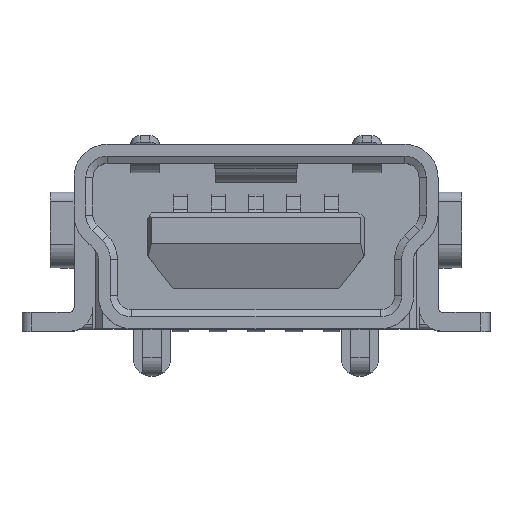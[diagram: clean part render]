
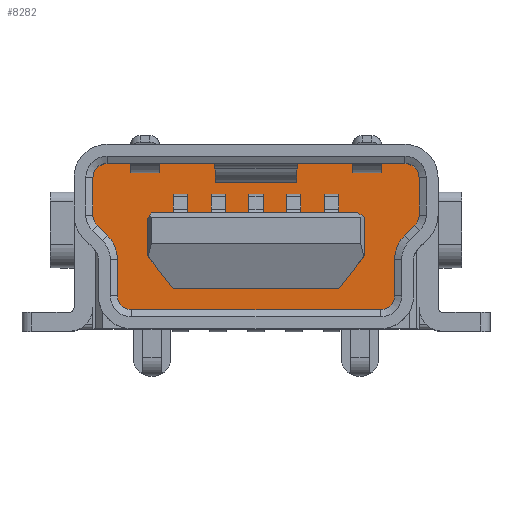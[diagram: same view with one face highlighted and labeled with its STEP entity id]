
A CAD part, top view. The second image highlights one B-rep face of the part: STEP entity #8282.
In plain terms, the highlighted planar face has unit normal (0, 0, 1).
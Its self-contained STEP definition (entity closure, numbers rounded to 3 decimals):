
#1528=CARTESIAN_POINT('',(-3.15,1.25,-5.5));
#1529=DIRECTION('',(0.,0.,1.));
#1530=DIRECTION('',(0.,1.,0.));
#1531=AXIS2_PLACEMENT_3D('',#1528,#1529,#1530);
#1533=DIRECTION('',(-1.,0.,0.));
#1534=VECTOR('',#1533,6.3);
#1535=CARTESIAN_POINT('',(3.15,1.55,-5.5));
#1536=LINE('',#1535,#1534);
#1537=CARTESIAN_POINT('',(3.15,1.25,-5.5));
#1538=DIRECTION('',(0.,0.,1.));
#1539=DIRECTION('',(1.,0.,0.));
#1540=AXIS2_PLACEMENT_3D('',#1537,#1538,#1539);
#1542=DIRECTION('',(0.,-1.,0.));
#1543=VECTOR('',#1542,1.46);
#1544=CARTESIAN_POINT('',(3.45,1.25,-5.5));
#1545=LINE('',#1544,#1543);
#1546=DIRECTION('',(-1.,0.,0.));
#1547=VECTOR('',#1546,0.267);
#1548=CARTESIAN_POINT('',(3.45,-0.21,-5.5));
#1549=LINE('',#1548,#1547);
#1550=DIRECTION('',(-0.707,-0.707,0.));
#1551=VECTOR('',#1550,0.283);
#1552=CARTESIAN_POINT('',(3.183,-0.21,-5.5));
#1553=LINE('',#1552,#1551);
#1554=DIRECTION('',(0.,-1.,0.));
#1555=VECTOR('',#1554,0.989);
#1556=CARTESIAN_POINT('',(2.983,-0.411,-5.5));
#1557=LINE('',#1556,#1555);
#1558=CARTESIAN_POINT('',(2.783,-1.4,-5.5));
#1559=DIRECTION('',(0.,0.,-1.));
#1560=DIRECTION('',(1.,0.,0.));
#1561=AXIS2_PLACEMENT_3D('',#1558,#1559,#1560);
#1563=DIRECTION('',(-1.,0.,0.));
#1564=VECTOR('',#1563,5.566);
#1565=CARTESIAN_POINT('',(2.783,-1.6,-5.5));
#1566=LINE('',#1565,#1564);
#1567=CARTESIAN_POINT('',(-2.783,-1.4,-5.5));
#1568=DIRECTION('',(0.,0.,1.));
#1569=DIRECTION('',(-1.,0.,0.));
#1570=AXIS2_PLACEMENT_3D('',#1567,#1568,#1569);
#1572=DIRECTION('',(0.,-1.,0.));
#1573=VECTOR('',#1572,0.989);
#1574=CARTESIAN_POINT('',(-2.983,-0.411,-5.5));
#1575=LINE('',#1574,#1573);
#1576=DIRECTION('',(0.707,-0.707,0.));
#1577=VECTOR('',#1576,0.283);
#1578=CARTESIAN_POINT('',(-3.183,-0.21,-5.5));
#1579=LINE('',#1578,#1577);
#1580=DIRECTION('',(1.,0.,0.));
#1581=VECTOR('',#1580,0.267);
#1582=CARTESIAN_POINT('',(-3.45,-0.21,-5.5));
#1583=LINE('',#1582,#1581);
#1584=DIRECTION('',(0.,-1.,0.));
#1585=VECTOR('',#1584,1.46);
#1586=CARTESIAN_POINT('',(-3.45,1.25,-5.5));
#1587=LINE('',#1586,#1585);
#1588=DIRECTION('',(-1.,0.,0.));
#1589=VECTOR('',#1588,3.511);
#1590=CARTESIAN_POINT('',(1.756,-1.1,-5.5));
#1591=LINE('',#1590,#1589);
#1592=DIRECTION('',(0.,1.,0.));
#1593=VECTOR('',#1592,0.813);
#1594=CARTESIAN_POINT('',(2.3,-0.4,-5.5));
#1595=LINE('',#1594,#1593);
#1596=DIRECTION('',(-1.,0.,0.));
#1597=VECTOR('',#1596,4.363);
#1598=CARTESIAN_POINT('',(2.15,0.5,-5.5));
#1599=LINE('',#1598,#1597);
#1600=DIRECTION('',(0.,1.,0.));
#1601=VECTOR('',#1600,0.75);
#1602=CARTESIAN_POINT('',(-2.3,-0.4,-5.5));
#1603=LINE('',#1602,#1601);
#4201=DIRECTION('',(-0.614,-0.789,0.));
#4202=VECTOR('',#4201,0.887);
#4203=CARTESIAN_POINT('',(2.3,-0.4,-5.5));
#4204=LINE('',#4203,#4202);
#4225=DIRECTION('',(-0.614,0.789,0.));
#4226=VECTOR('',#4225,0.887);
#4227=CARTESIAN_POINT('',(-1.756,-1.1,-5.5));
#4228=LINE('',#4227,#4226);
#4245=DIRECTION('',(0.5,0.866,0.));
#4246=VECTOR('',#4245,0.173);
#4247=CARTESIAN_POINT('',(-2.3,0.35,-5.5));
#4248=LINE('',#4247,#4246);
#4345=DIRECTION('',(0.866,-0.5,0.));
#4346=VECTOR('',#4345,0.173);
#4347=CARTESIAN_POINT('',(2.15,0.5,-5.5));
#4348=LINE('',#4347,#4346);
#4699=CARTESIAN_POINT('',(2.783,-1.6,-5.5));
#4700=CARTESIAN_POINT('',(-2.783,-1.6,-5.5));
#4701=VERTEX_POINT('',#4699);
#4702=VERTEX_POINT('',#4700);
#4703=CARTESIAN_POINT('',(2.983,-1.4,-5.5));
#4704=VERTEX_POINT('',#4703);
#4705=CARTESIAN_POINT('',(2.983,-0.411,-5.5));
#4706=VERTEX_POINT('',#4705);
#4707=CARTESIAN_POINT('',(3.183,-0.21,-5.5));
#4708=VERTEX_POINT('',#4707);
#4709=CARTESIAN_POINT('',(3.45,-0.21,-5.5));
#4710=VERTEX_POINT('',#4709);
#4711=CARTESIAN_POINT('',(3.45,1.25,-5.5));
#4712=VERTEX_POINT('',#4711);
#4903=CARTESIAN_POINT('',(-3.15,1.55,-5.5));
#4904=CARTESIAN_POINT('',(-3.45,1.25,-5.5));
#4905=VERTEX_POINT('',#4903);
#4906=VERTEX_POINT('',#4904);
#4907=CARTESIAN_POINT('',(-3.45,-0.21,-5.5));
#4908=VERTEX_POINT('',#4907);
#4909=CARTESIAN_POINT('',(-3.183,-0.21,-5.5));
#4910=VERTEX_POINT('',#4909);
#4911=CARTESIAN_POINT('',(-2.983,-0.411,-5.5));
#4912=VERTEX_POINT('',#4911);
#4913=CARTESIAN_POINT('',(-2.983,-1.4,-5.5));
#4914=VERTEX_POINT('',#4913);
#4915=CARTESIAN_POINT('',(3.15,1.55,-5.5));
#4916=VERTEX_POINT('',#4915);
#4984=CARTESIAN_POINT('',(1.756,-1.1,-5.5));
#4986=VERTEX_POINT('',#4984);
#4990=CARTESIAN_POINT('',(2.3,-0.4,-5.5));
#4992=VERTEX_POINT('',#4990);
#4997=CARTESIAN_POINT('',(-1.756,-1.1,-5.5));
#4998=VERTEX_POINT('',#4997);
#4999=CARTESIAN_POINT('',(-2.3,-0.4,-5.5));
#5001=VERTEX_POINT('',#4999);
#5003=CARTESIAN_POINT('',(-2.3,0.35,-5.5));
#5004=VERTEX_POINT('',#5003);
#5005=CARTESIAN_POINT('',(2.3,0.413,-5.5));
#5006=VERTEX_POINT('',#5005);
#5202=CARTESIAN_POINT('',(-2.213,0.5,-5.5));
#5204=VERTEX_POINT('',#5202);
#5213=CARTESIAN_POINT('',(2.15,0.5,-5.5));
#5215=VERTEX_POINT('',#5213);
#8231=CARTESIAN_POINT('',(0.,0.,-5.5));
#8232=DIRECTION('',(0.,0.,1.));
#8233=DIRECTION('',(1.,0.,0.));
#8234=AXIS2_PLACEMENT_3D('',#8231,#8232,#8233);
#8235=PLANE('',#8234);
#8236=ORIENTED_EDGE('',*,*,#8224,.F.);
#8237=ORIENTED_EDGE('',*,*,#6694,.F.);
#8239=ORIENTED_EDGE('',*,*,#8238,.F.);
#8241=ORIENTED_EDGE('',*,*,#8240,.T.);
#8243=ORIENTED_EDGE('',*,*,#8242,.T.);
#8245=ORIENTED_EDGE('',*,*,#8244,.T.);
#8247=ORIENTED_EDGE('',*,*,#8246,.T.);
#8249=ORIENTED_EDGE('',*,*,#8248,.T.);
#8251=ORIENTED_EDGE('',*,*,#8250,.T.);
#8253=ORIENTED_EDGE('',*,*,#8252,.F.);
#8255=ORIENTED_EDGE('',*,*,#8254,.F.);
#8257=ORIENTED_EDGE('',*,*,#8256,.F.);
#8259=ORIENTED_EDGE('',*,*,#8258,.F.);
#8261=ORIENTED_EDGE('',*,*,#8260,.F.);
#8262=EDGE_LOOP('',(#8236,#8237,#8239,#8241,#8243,#8245,#8247,#8249,#8251,#8253,
#8255,#8257,#8259,#8261));
#8263=FACE_OUTER_BOUND('',#8262,.F.);
#8265=ORIENTED_EDGE('',*,*,#8264,.F.);
#8267=ORIENTED_EDGE('',*,*,#8266,.F.);
#8269=ORIENTED_EDGE('',*,*,#8268,.T.);
#8271=ORIENTED_EDGE('',*,*,#8270,.F.);
#8273=ORIENTED_EDGE('',*,*,#8272,.T.);
#8275=ORIENTED_EDGE('',*,*,#8274,.F.);
#8277=ORIENTED_EDGE('',*,*,#8276,.F.);
#8279=ORIENTED_EDGE('',*,*,#8278,.F.);
#8280=EDGE_LOOP('',(#8265,#8267,#8269,#8271,#8273,#8275,#8277,#8279));
#8281=FACE_BOUND('',#8280,.F.);
#1532=CIRCLE('',#1531,0.3);
#1541=CIRCLE('',#1540,0.3);
#1562=CIRCLE('',#1561,0.2);
#1571=CIRCLE('',#1570,0.2);
#6694=EDGE_CURVE('',#4916,#4905,#1536,.T.);
#8224=EDGE_CURVE('',#4905,#4906,#1532,.T.);
#8238=EDGE_CURVE('',#4712,#4916,#1541,.T.);
#8240=EDGE_CURVE('',#4712,#4710,#1545,.T.);
#8242=EDGE_CURVE('',#4710,#4708,#1549,.T.);
#8244=EDGE_CURVE('',#4708,#4706,#1553,.T.);
#8246=EDGE_CURVE('',#4706,#4704,#1557,.T.);
#8248=EDGE_CURVE('',#4704,#4701,#1562,.T.);
#8250=EDGE_CURVE('',#4701,#4702,#1566,.T.);
#8252=EDGE_CURVE('',#4914,#4702,#1571,.T.);
#8254=EDGE_CURVE('',#4912,#4914,#1575,.T.);
#8256=EDGE_CURVE('',#4910,#4912,#1579,.T.);
#8258=EDGE_CURVE('',#4908,#4910,#1583,.T.);
#8260=EDGE_CURVE('',#4906,#4908,#1587,.T.);
#8264=EDGE_CURVE('',#4986,#4998,#1591,.T.);
#8266=EDGE_CURVE('',#4992,#4986,#4204,.T.);
#8268=EDGE_CURVE('',#4992,#5006,#1595,.T.);
#8270=EDGE_CURVE('',#5215,#5006,#4348,.T.);
#8272=EDGE_CURVE('',#5215,#5204,#1599,.T.);
#8274=EDGE_CURVE('',#5004,#5204,#4248,.T.);
#8276=EDGE_CURVE('',#5001,#5004,#1603,.T.);
#8278=EDGE_CURVE('',#4998,#5001,#4228,.T.);
#8282=ADVANCED_FACE('',(#8263,#8281),#8235,.T.);
